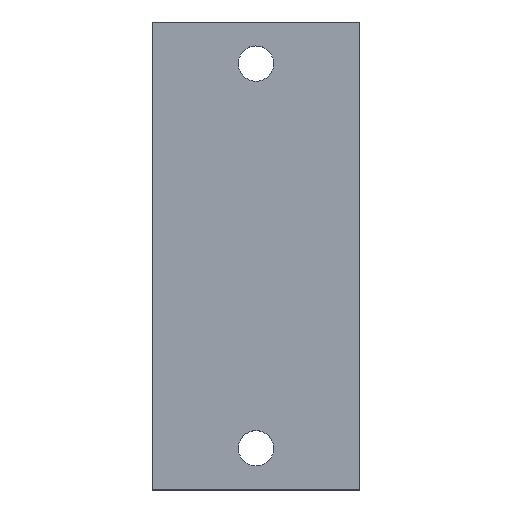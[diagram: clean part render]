
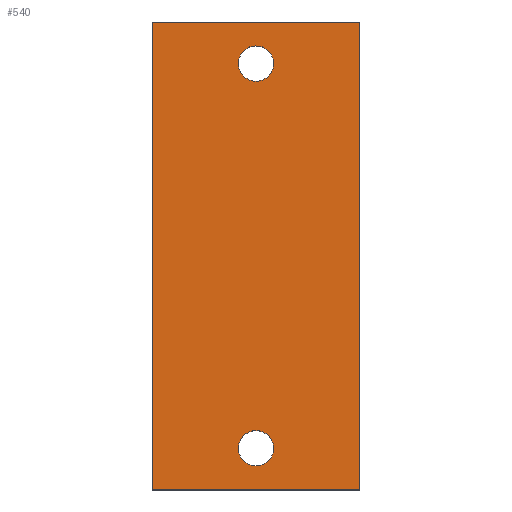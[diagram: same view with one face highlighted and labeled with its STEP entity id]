
A CAD part, top view. The second image highlights one B-rep face of the part: STEP entity #540.
In plain terms, the highlighted planar face has unit normal (0, 0, 1).
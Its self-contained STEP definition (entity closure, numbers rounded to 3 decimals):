
#21=FACE_BOUND('',#96,.T.);
#22=FACE_BOUND('',#97,.T.);
#39=PLANE('',#598);
#65=FACE_OUTER_BOUND('',#95,.T.);
#95=EDGE_LOOP('',(#500,#501,#502,#503));
#96=EDGE_LOOP('',(#504));
#97=EDGE_LOOP('',(#505));
#116=LINE('',#805,#172);
#130=LINE('',#835,#186);
#152=LINE('',#929,#208);
#153=LINE('',#931,#209);
#172=VECTOR('',#649,10.);
#186=VECTOR('',#677,10.);
#208=VECTOR('',#739,10.);
#209=VECTOR('',#742,10.);
#211=CIRCLE('',#557,1.7);
#213=CIRCLE('',#560,1.7);
#229=VERTEX_POINT('',#749);
#231=VERTEX_POINT('',#755);
#252=VERTEX_POINT('',#802);
#253=VERTEX_POINT('',#804);
#261=VERTEX_POINT('',#832);
#262=VERTEX_POINT('',#834);
#280=EDGE_CURVE('',#229,#229,#211,.T.);
#283=EDGE_CURVE('',#231,#231,#213,.T.);
#306=EDGE_CURVE('',#253,#252,#116,.T.);
#321=EDGE_CURVE('',#262,#261,#130,.T.);
#352=EDGE_CURVE('',#261,#253,#152,.T.);
#353=EDGE_CURVE('',#252,#262,#153,.T.);
#500=ORIENTED_EDGE('',*,*,#306,.T.);
#501=ORIENTED_EDGE('',*,*,#353,.T.);
#502=ORIENTED_EDGE('',*,*,#321,.T.);
#503=ORIENTED_EDGE('',*,*,#352,.T.);
#504=ORIENTED_EDGE('',*,*,#280,.T.);
#505=ORIENTED_EDGE('',*,*,#283,.T.);
#540=ADVANCED_FACE('',(#65,#21,#22),#39,.T.);
#557=AXIS2_PLACEMENT_3D('',#751,#606,#607);
#560=AXIS2_PLACEMENT_3D('',#757,#613,#614);
#598=AXIS2_PLACEMENT_3D('',#932,#743,#744);
#606=DIRECTION('center_axis',(0.,0.,-1.));
#607=DIRECTION('ref_axis',(1.,0.,0.));
#613=DIRECTION('center_axis',(0.,0.,-1.));
#614=DIRECTION('ref_axis',(1.,0.,0.));
#649=DIRECTION('',(0.,-1.,0.));
#677=DIRECTION('',(0.,1.,0.));
#739=DIRECTION('',(-1.,0.,0.));
#742=DIRECTION('',(1.,0.,0.));
#743=DIRECTION('center_axis',(0.,0.,1.));
#744=DIRECTION('ref_axis',(1.,0.,0.));
#749=CARTESIAN_POINT('',(8.3,4.,25.));
#751=CARTESIAN_POINT('Origin',(10.,4.,25.));
#755=CARTESIAN_POINT('',(8.3,41.,25.));
#757=CARTESIAN_POINT('Origin',(10.,41.,25.));
#802=CARTESIAN_POINT('',(0.,0.,25.));
#804=CARTESIAN_POINT('',(0.,45.,25.));
#805=CARTESIAN_POINT('',(0.,45.,25.));
#832=CARTESIAN_POINT('',(20.,45.,25.));
#834=CARTESIAN_POINT('',(20.,0.,25.));
#835=CARTESIAN_POINT('',(20.,0.,25.));
#929=CARTESIAN_POINT('',(20.,45.,25.));
#931=CARTESIAN_POINT('',(0.,0.,25.));
#932=CARTESIAN_POINT('Origin',(10.,22.5,25.));
